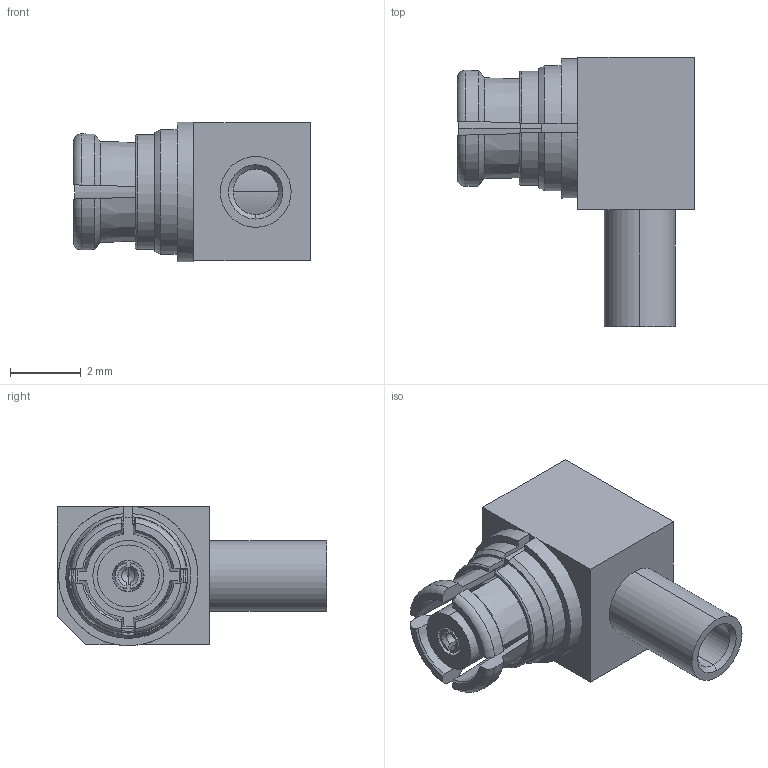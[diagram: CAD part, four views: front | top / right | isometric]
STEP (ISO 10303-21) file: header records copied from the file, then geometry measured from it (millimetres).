
FILE_DESCRIPTION (( 'STEP AP214' ), '1' );
FILE_NAME ('FMCN45886_3D.step', '2025-10-08T22:09:13', ( '' ), ( '' ), 'SwSTEP 2.0', 'SolidWorks 2025', '' );
FILE_SCHEMA (( 'AUTOMOTIVE_DESIGN' ));
Length unit declared in the file: inch
Products named in the file (1): FMCN45886_3D
Bounding box: 6.7 x 7.6 x 3.94 mm (x, y, z)
Volume: 81.2 mm3; surface area: 215.8 mm2
Topology: 1 solids, 1 shells, 106 faces, 269 edges, 176 vertices
Faces by surface type: plane 40, cone 37, cylinder 23, torus 6
Entity records: 3400 total; most frequent: CARTESIAN_POINT 872, ORIENTED_EDGE 538, DIRECTION 506, EDGE_CURVE 269, AXIS2_PLACEMENT_3D 209, VERTEX_POINT 176, EDGE_LOOP 117, FACE_OUTER_BOUND 106
